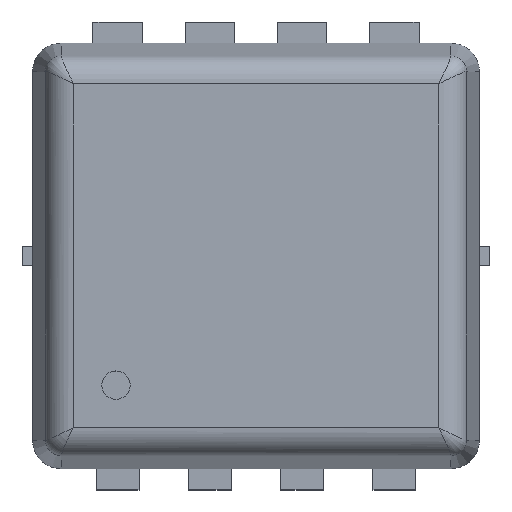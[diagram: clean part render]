
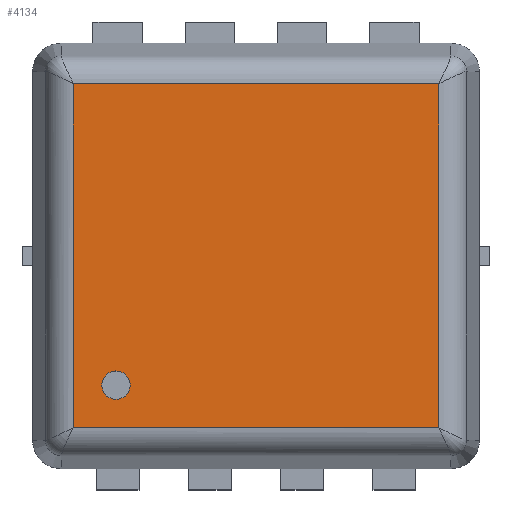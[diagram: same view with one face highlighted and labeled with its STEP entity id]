
A CAD part, top view. The second image highlights one B-rep face of the part: STEP entity #4134.
In plain terms, the highlighted planar face has unit normal (0, 0, 1).
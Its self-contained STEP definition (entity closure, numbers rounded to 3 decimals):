
#67 = CARTESIAN_POINT ( 'NONE',  ( 1.287, -1.212, 0.85 ) ) ;
#103 = CIRCLE ( 'NONE', #5756, 0.1 ) ;
#178 = EDGE_LOOP ( 'NONE', ( #990, #4503, #4623, #2328 ) ) ;
#265 = ORIENTED_EDGE ( 'NONE', *, *, #5096, .F. ) ;
#426 = CIRCLE ( 'NONE', #5020, 0.1 ) ;
#797 = DIRECTION ( 'NONE',  ( 0., 0., 1. ) ) ;
#911 = VECTOR ( 'NONE', #5511, 1000. ) ;
#946 = CARTESIAN_POINT ( 'NONE',  ( -1.287, 1.212, 0.85 ) ) ;
#990 = ORIENTED_EDGE ( 'NONE', *, *, #1913, .T. ) ;
#1163 = CARTESIAN_POINT ( 'NONE',  ( 1.375, -1.212, 0.85 ) ) ;
#1236 = CARTESIAN_POINT ( 'NONE',  ( -0.987, -0.912, 0.85 ) ) ;
#1348 = DIRECTION ( 'NONE',  ( 0., -1., 0. ) ) ;
#1442 = FACE_BOUND ( 'NONE', #2323, .T. ) ;
#1606 = DIRECTION ( 'NONE',  ( 1., 0., 0. ) ) ;
#1913 = EDGE_CURVE ( 'NONE', #5849, #4413, #2727, .T. ) ;
#1936 = CARTESIAN_POINT ( 'NONE',  ( -1.287, -1.212, 0.85 ) ) ;
#2323 = EDGE_LOOP ( 'NONE', ( #2935, #265 ) ) ;
#2328 = ORIENTED_EDGE ( 'NONE', *, *, #2833, .T. ) ;
#2413 = FACE_OUTER_BOUND ( 'NONE', #178, .T. ) ;
#2424 = VERTEX_POINT ( 'NONE', #4636 ) ;
#2504 = PLANE ( 'NONE',  #5970 ) ;
#2566 = VECTOR ( 'NONE', #6063, 1000. ) ;
#2727 = LINE ( 'NONE', #3284, #4954 ) ;
#2833 = EDGE_CURVE ( 'NONE', #3708, #5849, #3129, .T. ) ;
#2841 = CARTESIAN_POINT ( 'NONE',  ( -1.375, -1.3, 0.85 ) ) ;
#2935 = ORIENTED_EDGE ( 'NONE', *, *, #3157, .F. ) ;
#3082 = LINE ( 'NONE', #1163, #2566 ) ;
#3129 = LINE ( 'NONE', #5118, #911 ) ;
#3157 = EDGE_CURVE ( 'NONE', #2424, #4968, #426, .T. ) ;
#3275 = EDGE_CURVE ( 'NONE', #4413, #5864, #4179, .T. ) ;
#3284 = CARTESIAN_POINT ( 'NONE',  ( -1.375, 1.212, 0.85 ) ) ;
#3474 = CARTESIAN_POINT ( 'NONE',  ( -1.087, -0.912, 0.85 ) ) ;
#3708 = VERTEX_POINT ( 'NONE', #67 ) ;
#3876 = DIRECTION ( 'NONE',  ( 0., 0., 1. ) ) ;
#3975 = CARTESIAN_POINT ( 'NONE',  ( -0.987, -0.912, 0.85 ) ) ;
#4114 = DIRECTION ( 'NONE',  ( 1., 0., 0. ) ) ;
#4134 = ADVANCED_FACE ( 'NONE', ( #2413, #1442 ), #2504, .T. ) ;
#4179 = LINE ( 'NONE', #6083, #5522 ) ;
#4392 = CARTESIAN_POINT ( 'NONE',  ( 1.287, 1.212, 0.85 ) ) ;
#4413 = VERTEX_POINT ( 'NONE', #946 ) ;
#4503 = ORIENTED_EDGE ( 'NONE', *, *, #3275, .T. ) ;
#4623 = ORIENTED_EDGE ( 'NONE', *, *, #5239, .T. ) ;
#4636 = CARTESIAN_POINT ( 'NONE',  ( -0.887, -0.912, 0.85 ) ) ;
#4806 = DIRECTION ( 'NONE',  ( 1., 0., 0. ) ) ;
#4954 = VECTOR ( 'NONE', #6127, 1000. ) ;
#4968 = VERTEX_POINT ( 'NONE', #3474 ) ;
#5020 = AXIS2_PLACEMENT_3D ( 'NONE', #1236, #797, #4114 ) ;
#5096 = EDGE_CURVE ( 'NONE', #4968, #2424, #103, .T. ) ;
#5118 = CARTESIAN_POINT ( 'NONE',  ( 1.287, 1.3, 0.85 ) ) ;
#5239 = EDGE_CURVE ( 'NONE', #5864, #3708, #3082, .T. ) ;
#5511 = DIRECTION ( 'NONE',  ( 0., 1., 0. ) ) ;
#5522 = VECTOR ( 'NONE', #1348, 1000. ) ;
#5756 = AXIS2_PLACEMENT_3D ( 'NONE', #3975, #5879, #1606 ) ;
#5849 = VERTEX_POINT ( 'NONE', #4392 ) ;
#5864 = VERTEX_POINT ( 'NONE', #1936 ) ;
#5879 = DIRECTION ( 'NONE',  ( 0., 0., 1. ) ) ;
#5970 = AXIS2_PLACEMENT_3D ( 'NONE', #2841, #3876, #4806 ) ;
#6063 = DIRECTION ( 'NONE',  ( 1., 0., 0. ) ) ;
#6083 = CARTESIAN_POINT ( 'NONE',  ( -1.287, -1.3, 0.85 ) ) ;
#6127 = DIRECTION ( 'NONE',  ( -1., 0., 0. ) ) ;
